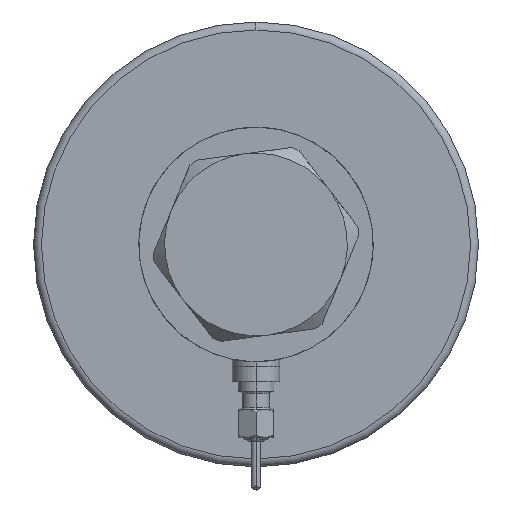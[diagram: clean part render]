
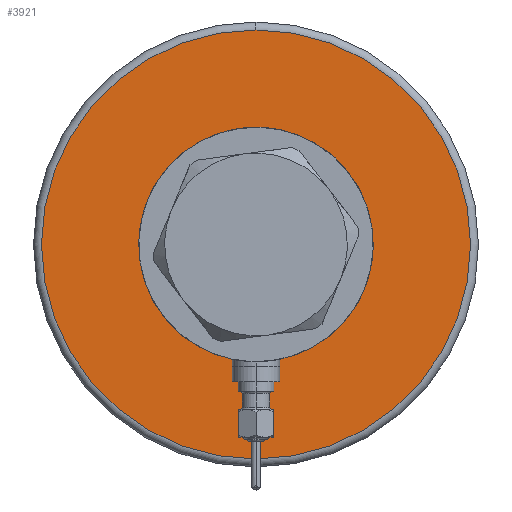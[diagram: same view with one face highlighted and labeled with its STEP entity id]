
A CAD part, left-side view. The second image highlights one B-rep face of the part: STEP entity #3921.
In plain terms, the highlighted face is planar.
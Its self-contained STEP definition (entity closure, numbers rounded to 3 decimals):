
#188 = CIRCLE ( 'NONE', #3070, 54. ) ;
#211 = DIRECTION ( 'NONE',  ( 1., 0., 0. ) ) ;
#260 = CARTESIAN_POINT ( 'NONE',  ( 24., 0., 0. ) ) ;
#653 = AXIS2_PLACEMENT_3D ( 'NONE', #4485, #3975, #3512 ) ;
#744 = VERTEX_POINT ( 'NONE', #4775 ) ;
#1252 = EDGE_CURVE ( 'NONE', #3018, #4752, #188, .T. ) ;
#1259 = DIRECTION ( 'NONE',  ( 0., 0., -1. ) ) ;
#1296 = CARTESIAN_POINT ( 'NONE',  ( 0., 0., 0. ) ) ;
#1811 = DIRECTION ( 'NONE',  ( 1., 0., 0. ) ) ;
#1815 = FACE_BOUND ( 'NONE', #2726, .T. ) ;
#2083 = ORIENTED_EDGE ( 'NONE', *, *, #6476, .T. ) ;
#2194 = ORIENTED_EDGE ( 'NONE', *, *, #1252, .T. ) ;
#2285 = DIRECTION ( 'NONE',  ( 1., 0., 0. ) ) ;
#2469 = DIRECTION ( 'NONE',  ( 1., 0., 0. ) ) ;
#2589 = EDGE_CURVE ( 'NONE', #744, #4902, #5645, .T. ) ;
#2631 = AXIS2_PLACEMENT_3D ( 'NONE', #5608, #4559, #2285 ) ;
#2654 = CIRCLE ( 'NONE', #4334, 54. ) ;
#2726 = EDGE_LOOP ( 'NONE', ( #5141, #3686 ) ) ;
#2757 = CARTESIAN_POINT ( 'NONE',  ( -54., 0., 0. ) ) ;
#2970 = CIRCLE ( 'NONE', #653, 24. ) ;
#3018 = VERTEX_POINT ( 'NONE', #4377 ) ;
#3070 = AXIS2_PLACEMENT_3D ( 'NONE', #6682, #1259, #1811 ) ;
#3498 = EDGE_LOOP ( 'NONE', ( #2194, #2083 ) ) ;
#3512 = DIRECTION ( 'NONE',  ( 1., 0., 0. ) ) ;
#3686 = ORIENTED_EDGE ( 'NONE', *, *, #2589, .T. ) ;
#3921 = ADVANCED_FACE ( 'NONE', ( #4416, #1815 ), #5710, .F. ) ;
#3975 = DIRECTION ( 'NONE',  ( 0., 0., 1. ) ) ;
#4334 = AXIS2_PLACEMENT_3D ( 'NONE', #4963, #6711, #2469 ) ;
#4377 = CARTESIAN_POINT ( 'NONE',  ( 54., 0., 0. ) ) ;
#4416 = FACE_OUTER_BOUND ( 'NONE', #3498, .T. ) ;
#4485 = CARTESIAN_POINT ( 'NONE',  ( 0., 0., 0. ) ) ;
#4559 = DIRECTION ( 'NONE',  ( 0., 0., 1. ) ) ;
#4752 = VERTEX_POINT ( 'NONE', #2757 ) ;
#4775 = CARTESIAN_POINT ( 'NONE',  ( -24., 0., 0. ) ) ;
#4902 = VERTEX_POINT ( 'NONE', #260 ) ;
#4963 = CARTESIAN_POINT ( 'NONE',  ( 0., 0., 0. ) ) ;
#5141 = ORIENTED_EDGE ( 'NONE', *, *, #5229, .T. ) ;
#5229 = EDGE_CURVE ( 'NONE', #4902, #744, #2970, .T. ) ;
#5608 = CARTESIAN_POINT ( 'NONE',  ( 0., 0., 0. ) ) ;
#5645 = CIRCLE ( 'NONE', #2631, 24. ) ;
#5710 = PLANE ( 'NONE',  #6547 ) ;
#6476 = EDGE_CURVE ( 'NONE', #4752, #3018, #2654, .T. ) ;
#6546 = DIRECTION ( 'NONE',  ( 0., 0., 1. ) ) ;
#6547 = AXIS2_PLACEMENT_3D ( 'NONE', #1296, #6546, #211 ) ;
#6682 = CARTESIAN_POINT ( 'NONE',  ( 0., 0., 0. ) ) ;
#6711 = DIRECTION ( 'NONE',  ( 0., 0., -1. ) ) ;
